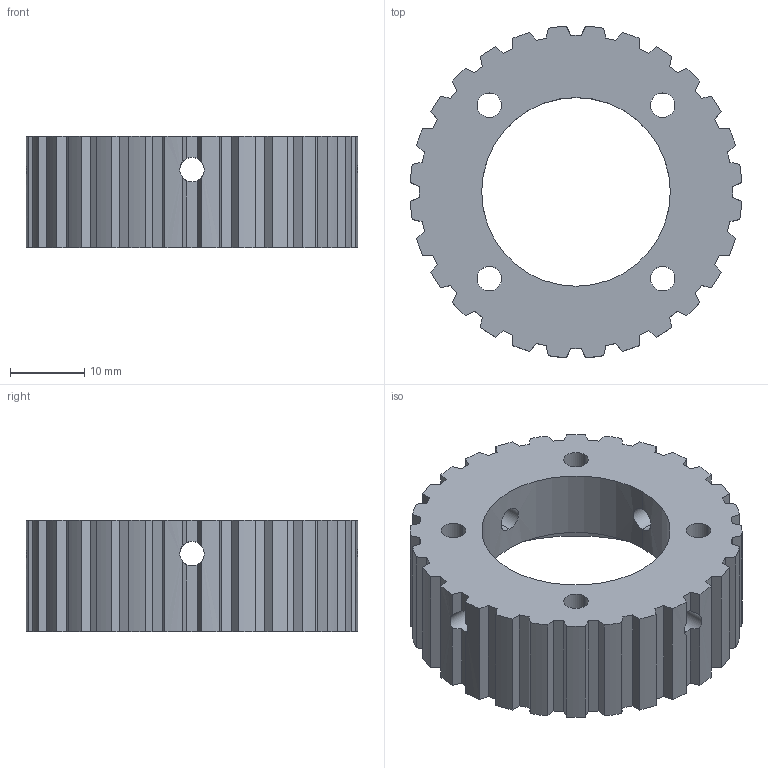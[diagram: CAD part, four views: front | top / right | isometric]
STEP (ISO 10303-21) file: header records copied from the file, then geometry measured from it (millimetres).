
FILE_DESCRIPTION (( 'STEP AP203' ), '1' );
FILE_NAME ('J4 timing hub.STEP', '2017-02-18T01:02:03', ( '' ), ( '' ), 'SwSTEP 2.0', 'SolidWorks 2015', '' );
FILE_SCHEMA (( 'CONFIG_CONTROL_DESIGN' ));
Length unit declared in the file: millimetre
Products named in the file (1): J4 timing hub
Bounding box: 44.63 x 44.63 x 15 mm (x, y, z)
Volume: 9989 mm3; surface area: 6820 mm2
Topology: 1 solids, 1 shells, 147 faces, 446 edges, 296 vertices
Faces by surface type: plane 99, cylinder 48
Entity records: 5353 total; most frequent: CARTESIAN_POINT 1226, ORIENTED_EDGE 892, DIRECTION 806, EDGE_CURVE 446, LINE 318, VECTOR 318, VERTEX_POINT 296, AXIS2_PLACEMENT_3D 244
